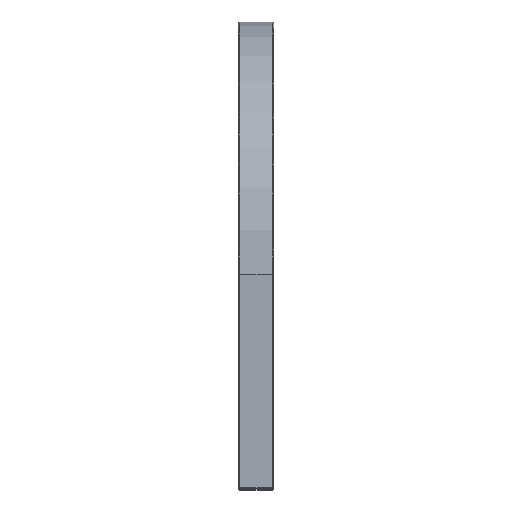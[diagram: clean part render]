
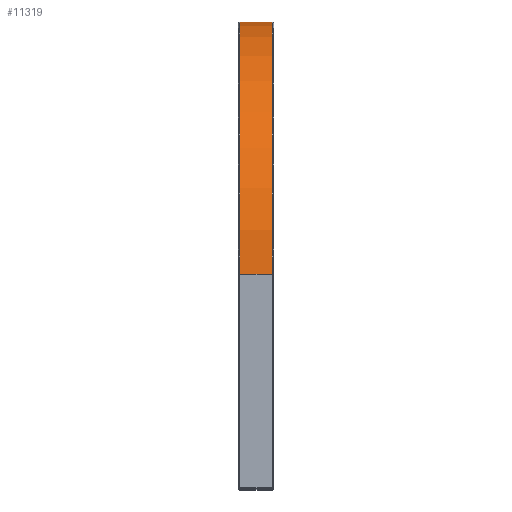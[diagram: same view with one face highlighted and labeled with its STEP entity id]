
A CAD part, top view. The second image highlights one B-rep face of the part: STEP entity #11319.
In plain terms, the highlighted cylindrical face has radius 355 mm (diameter 710 mm), a partial arc.
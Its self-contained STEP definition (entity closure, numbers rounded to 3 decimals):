
#1589=FACE_OUTER_BOUND('',#2287,.T.);
#2287=EDGE_LOOP('',(#9418,#9419,#9420,#9421));
#3395=LINE('',#18858,#3995);
#3398=LINE('',#18864,#3998);
#3995=VECTOR('',#15791,10.);
#3998=VECTOR('',#15796,10.);
#4944=CIRCLE('',#12666,355.);
#4946=CIRCLE('',#12671,355.);
#5878=VERTEX_POINT('',#18839);
#5880=VERTEX_POINT('',#18845);
#5884=VERTEX_POINT('',#18857);
#5886=VERTEX_POINT('',#18863);
#7275=EDGE_CURVE('',#5878,#5880,#4944,.T.);
#7279=EDGE_CURVE('',#5880,#5884,#3395,.T.);
#7282=EDGE_CURVE('',#5878,#5886,#3398,.T.);
#7283=EDGE_CURVE('',#5884,#5886,#4946,.T.);
#9418=ORIENTED_EDGE('',*,*,#7275,.F.);
#9419=ORIENTED_EDGE('',*,*,#7282,.T.);
#9420=ORIENTED_EDGE('',*,*,#7283,.F.);
#9421=ORIENTED_EDGE('',*,*,#7279,.F.);
#10859=CYLINDRICAL_SURFACE('',#12670,355.);
#11319=ADVANCED_FACE('',(#1589),#10859,.T.);
#12666=AXIS2_PLACEMENT_3D('',#18849,#15781,#15782);
#12670=AXIS2_PLACEMENT_3D('',#18862,#15794,#15795);
#12671=AXIS2_PLACEMENT_3D('',#18865,#15797,#15798);
#15781=DIRECTION('center_axis',(1.,0.,0.));
#15782=DIRECTION('ref_axis',(0.,0.707,0.707));
#15791=DIRECTION('',(-1.,0.,0.));
#15794=DIRECTION('center_axis',(1.,0.,0.));
#15795=DIRECTION('ref_axis',(0.,1.,0.));
#15796=DIRECTION('',(-1.,0.,0.));
#15797=DIRECTION('center_axis',(-1.,0.,0.));
#15798=DIRECTION('ref_axis',(0.,0.707,0.707));
#18839=CARTESIAN_POINT('',(48.,655.,1145.));
#18845=CARTESIAN_POINT('',(48.,300.,1500.));
#18849=CARTESIAN_POINT('Origin',(48.,300.,1145.));
#18857=CARTESIAN_POINT('',(2.,300.,1500.));
#18858=CARTESIAN_POINT('',(50.,300.,1500.));
#18862=CARTESIAN_POINT('Origin',(25.,300.,1145.));
#18863=CARTESIAN_POINT('',(2.,655.,1145.));
#18864=CARTESIAN_POINT('',(50.,655.,1145.));
#18865=CARTESIAN_POINT('Origin',(2.,300.,1145.));
